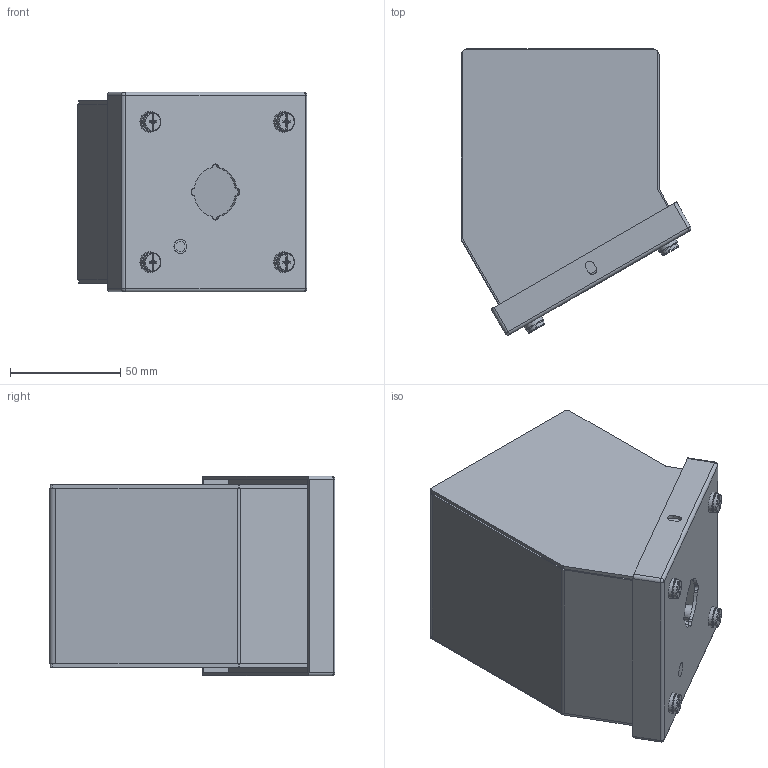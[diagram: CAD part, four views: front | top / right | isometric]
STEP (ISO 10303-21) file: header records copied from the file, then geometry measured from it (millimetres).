
FILE_DESCRIPTION (( 'STEP AP214' ), '1' );
FILE_NAME ('SCE-1PBAI.STEP', '2022-05-12T16:50:18', ( '' ), ( '' ), 'SwSTEP 2.0', 'SolidWorks 2021', '' );
FILE_SCHEMA (( 'AUTOMOTIVE_DESIGN' ));
Length unit declared in the file: inch
Products named in the file (1): SCE-1PBAI
Bounding box: 104.06 x 129.48 x 90.49 mm (x, y, z)
Volume: 96144.5 mm3; surface area: 129822.3 mm2
Topology: 19 solids, 19 shells, 612 faces, 1538 edges, 904 vertices
Faces by surface type: plane 240, cylinder 200, bspline 104, torus 40, cone 20, sphere 8
Full cylindrical faces by diameter (mm): 3.708 x4, 4.775 x4, 5.588 x4, 6.604 x4, 6.756 x4, 8.484 x4, 9.195 x4
Entity records: 27360 total; most frequent: CARTESIAN_POINT 5667, DIRECTION 2760, ORIENTED_EDGE 2716, EDGE_CURVE 1358, AXIS2_PLACEMENT_3D 1045, VERTEX_POINT 864, EDGE_LOOP 732, VECTOR 670
